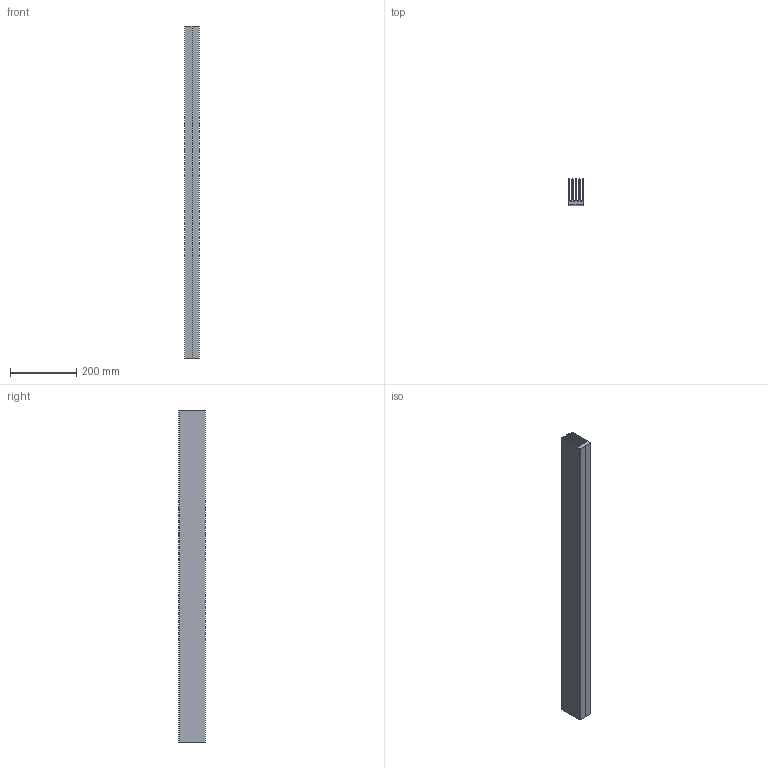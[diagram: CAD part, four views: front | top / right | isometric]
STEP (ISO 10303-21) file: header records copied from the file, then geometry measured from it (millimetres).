
FILE_DESCRIPTION(('CATIA V5 STEP Exchange'),'2;1');
FILE_NAME('615607-00.stp','2016-03-21T14:09:06+00:00',('none'),('none'),'CATIA Version 5 Release 19 SP 9 (IN-10)','CATIA V5 STEP AP203','none');
FILE_SCHEMA(('CONFIG_CONTROL_DESIGN'));
Length unit declared in the file: millimetre
Products named in the file (1): 615607-00
Bounding box: 45 x 80 x 1000 mm (x, y, z)
Volume: 1643524.4 mm3; surface area: 988781.8 mm2
Topology: 1 solids, 1 shells, 478 faces, 1428 edges, 952 vertices
Faces by surface type: cylinder 454, plane 24
Entity records: 15729 total; most frequent: ORIENTED_EDGE 2856, CARTESIAN_POINT 2850, DIRECTION 2366, EDGE_CURVE 1428, AXIS2_PLACEMENT_3D 1378, VERTEX_POINT 952, CIRCLE 908, VECTOR 520
